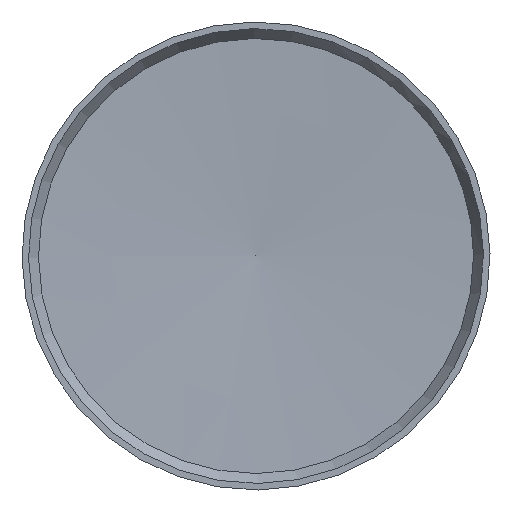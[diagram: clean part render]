
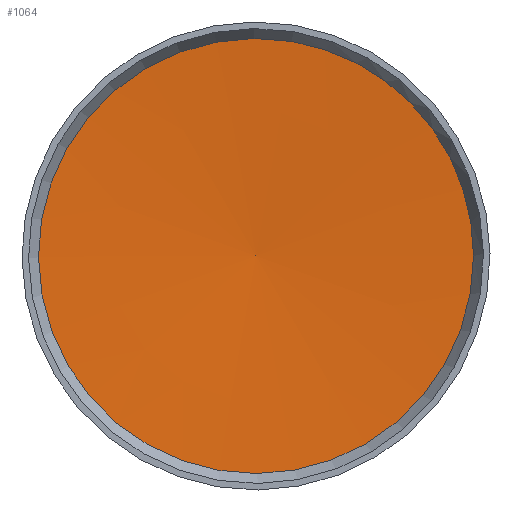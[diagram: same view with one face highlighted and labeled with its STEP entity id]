
A CAD part, front view. The second image highlights one B-rep face of the part: STEP entity #1064.
In plain terms, the highlighted conical face has half-angle 87.274 degrees and reference radius 12.098 mm.
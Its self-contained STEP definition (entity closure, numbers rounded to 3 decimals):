
#69=CONICAL_SURFACE('',#1242,12.098,1.523);
#98=LINE('',#1945,#127);
#127=VECTOR('',#1584,12.098);
#268=FACE_OUTER_BOUND('',#342,.T.);
#342=EDGE_LOOP('',(#980,#981,#982,#983));
#379=CIRCLE('',#1156,23.704);
#380=CIRCLE('',#1157,23.704);
#486=VERTEX_POINT('',#1790);
#487=VERTEX_POINT('',#1791);
#540=VERTEX_POINT('',#1944);
#615=EDGE_CURVE('',#486,#487,#379,.T.);
#616=EDGE_CURVE('',#487,#486,#380,.T.);
#688=EDGE_CURVE('',#540,#487,#98,.T.);
#980=ORIENTED_EDGE('',*,*,#688,.T.);
#981=ORIENTED_EDGE('',*,*,#615,.F.);
#982=ORIENTED_EDGE('',*,*,#616,.F.);
#983=ORIENTED_EDGE('',*,*,#688,.F.);
#1064=ADVANCED_FACE('',(#268),#69,.F.);
#1156=AXIS2_PLACEMENT_3D('',#1792,#1397,#1398);
#1157=AXIS2_PLACEMENT_3D('',#1793,#1399,#1400);
#1242=AXIS2_PLACEMENT_3D('',#1943,#1582,#1583);
#1397=DIRECTION('center_axis',(0.,1.,0.));
#1398=DIRECTION('ref_axis',(-0.164,0.,-0.986));
#1399=DIRECTION('center_axis',(0.,1.,0.));
#1400=DIRECTION('ref_axis',(-0.164,0.,-0.986));
#1582=DIRECTION('center_axis',(0.,-1.,0.));
#1583=DIRECTION('ref_axis',(-1.,0.,0.));
#1584=DIRECTION('',(0.999,-0.048,0.));
#1790=CARTESIAN_POINT('',(3.893,-59.821,23.382));
#1791=CARTESIAN_POINT('',(23.704,-59.821,0.));
#1792=CARTESIAN_POINT('Origin',(0.,-59.821,0.));
#1793=CARTESIAN_POINT('Origin',(0.,-59.821,0.));
#1943=CARTESIAN_POINT('Origin',(0.,-59.268,0.));
#1944=CARTESIAN_POINT('',(0.,-58.692,0.));
#1945=CARTESIAN_POINT('',(12.098,-59.268,0.));
